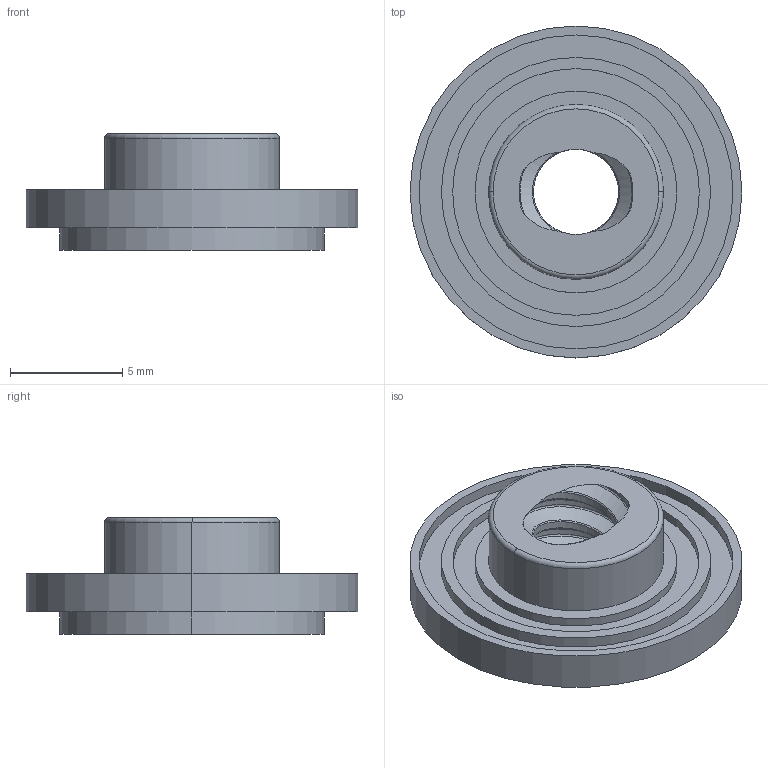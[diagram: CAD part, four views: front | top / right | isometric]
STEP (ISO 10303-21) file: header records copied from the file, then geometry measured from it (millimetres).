
FILE_DESCRIPTION (( 'STEP AP214' ), '1' );
FILE_NAME ('P00079P05sv01.STEP', '2019-09-26T13:13:24', ( '' ), ( '' ), 'SwSTEP 2.0', 'SolidWorks 2018', '' );
FILE_SCHEMA (( 'AUTOMOTIVE_DESIGN' ));
Length unit declared in the file: millimetre
Products named in the file (2): P00079P05sv01
Bounding box: 14.8 x 14.8 x 5.2 mm (x, y, z)
Volume: 358.1 mm3; surface area: 663.5 mm2
Topology: 1 solids, 1 shells, 51 faces, 123 edges, 82 vertices
Faces by surface type: cylinder 24, bspline 14, plane 9, cone 2, torus 2
Entity records: 7462 total; most frequent: CARTESIAN_POINT 6369, ORIENTED_EDGE 244, DIRECTION 186, EDGE_CURVE 122, AXIS2_PLACEMENT_3D 81, VERTEX_POINT 80, EDGE_LOOP 60, FACE_OUTER_BOUND 51
